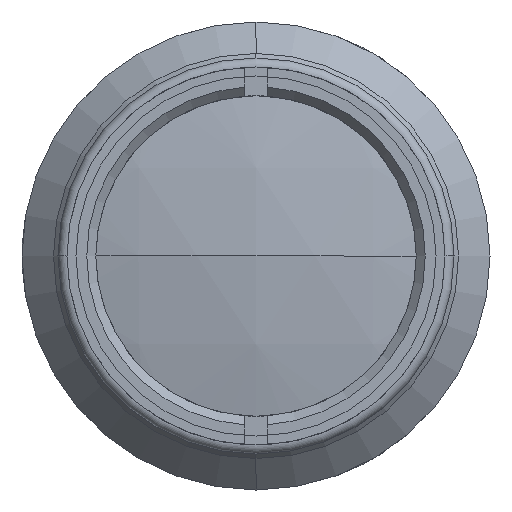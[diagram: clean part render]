
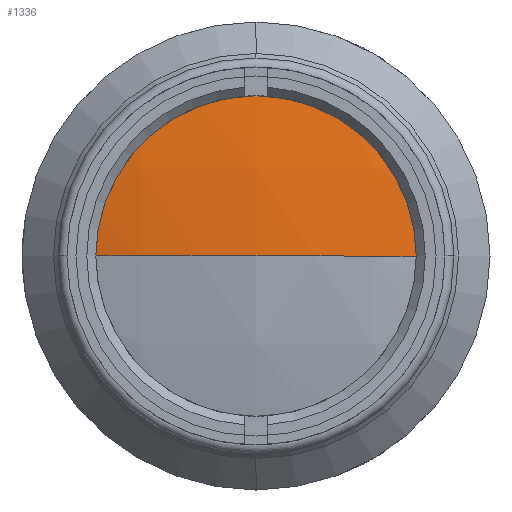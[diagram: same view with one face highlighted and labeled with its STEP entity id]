
A CAD part, left-side view. The second image highlights one B-rep face of the part: STEP entity #1336.
In plain terms, the highlighted spherical face has radius 87.5 mm.
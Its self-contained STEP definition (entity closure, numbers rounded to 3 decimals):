
#64 = DIRECTION ( 'NONE',  ( 0., 0., -1. ) ) ;
#83 = DIRECTION ( 'NONE',  ( -1., 0., 0. ) ) ;
#177 = VERTEX_POINT ( 'NONE', #3198 ) ;
#223 = AXIS2_PLACEMENT_3D ( 'NONE', #2076, #695, #1783 ) ;
#348 = CARTESIAN_POINT ( 'NONE',  ( -80.963, 0., 0. ) ) ;
#620 = CARTESIAN_POINT ( 'NONE',  ( 4.336, 0., 0. ) ) ;
#695 = DIRECTION ( 'NONE',  ( 0., 0., -1. ) ) ;
#847 = DIRECTION ( 'NONE',  ( 0., 0., 1. ) ) ;
#1064 = SPHERICAL_SURFACE ( 'NONE', #3110, 87.5 ) ;
#1157 = CIRCLE ( 'NONE', #3169, 19.5 ) ;
#1163 = ORIENTED_EDGE ( 'NONE', *, *, #2811, .T. ) ;
#1214 = EDGE_LOOP ( 'NONE', ( #1712, #1163, #3508 ) ) ;
#1280 = CARTESIAN_POINT ( 'NONE',  ( -80.963, 19.5, 0. ) ) ;
#1336 = ADVANCED_FACE ( 'NONE', ( #2934 ), #1064, .T. ) ;
#1467 = EDGE_CURVE ( 'NONE', #1883, #2416, #1157, .T. ) ;
#1632 = AXIS2_PLACEMENT_3D ( 'NONE', #620, #2563, #2330 ) ;
#1712 = ORIENTED_EDGE ( 'NONE', *, *, #1467, .T. ) ;
#1783 = DIRECTION ( 'NONE',  ( -1., 0., 0. ) ) ;
#1883 = VERTEX_POINT ( 'NONE', #2208 ) ;
#2076 = CARTESIAN_POINT ( 'NONE',  ( 4.336, 0., 0. ) ) ;
#2202 = CIRCLE ( 'NONE', #223, 87.5 ) ;
#2208 = CARTESIAN_POINT ( 'NONE',  ( -80.963, -19.5, 0. ) ) ;
#2330 = DIRECTION ( 'NONE',  ( 0., -1., 0. ) ) ;
#2416 = VERTEX_POINT ( 'NONE', #1280 ) ;
#2563 = DIRECTION ( 'NONE',  ( 0., 0., 1. ) ) ;
#2811 = EDGE_CURVE ( 'NONE', #2416, #177, #3119, .T. ) ;
#2934 = FACE_OUTER_BOUND ( 'NONE', #1214, .T. ) ;
#3013 = EDGE_CURVE ( 'NONE', #1883, #177, #2202, .T. ) ;
#3023 = CARTESIAN_POINT ( 'NONE',  ( 4.336, 0., 0. ) ) ;
#3036 = DIRECTION ( 'NONE',  ( 0., -1., 0. ) ) ;
#3110 = AXIS2_PLACEMENT_3D ( 'NONE', #3023, #847, #3036 ) ;
#3119 = CIRCLE ( 'NONE', #1632, 87.5 ) ;
#3169 = AXIS2_PLACEMENT_3D ( 'NONE', #348, #83, #64 ) ;
#3198 = CARTESIAN_POINT ( 'NONE',  ( -83.164, 0., 0. ) ) ;
#3508 = ORIENTED_EDGE ( 'NONE', *, *, #3013, .F. ) ;
